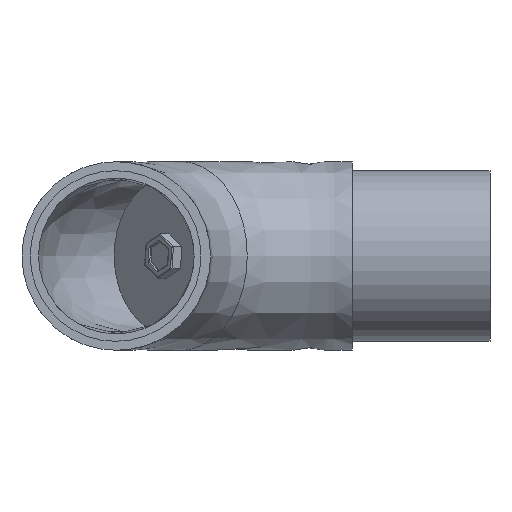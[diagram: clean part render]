
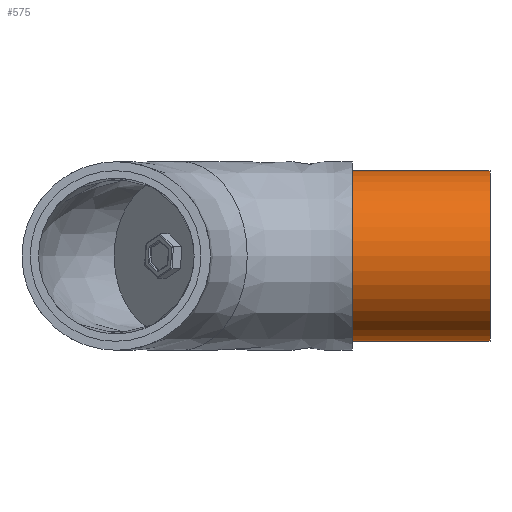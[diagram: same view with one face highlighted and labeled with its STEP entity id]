
A CAD part, left-side view. The second image highlights one B-rep face of the part: STEP entity #575.
In plain terms, the highlighted cylindrical face has radius 15.5 mm (diameter 31 mm), a full revolution.
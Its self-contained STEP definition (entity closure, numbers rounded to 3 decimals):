
#519=FACE_BOUND('',#698,.T.);
#520=FACE_BOUND('',#699,.T.);
#553=CYLINDRICAL_SURFACE('',#1222,15.5);
#575=ADVANCED_FACE('',(#519,#520),#553,.T.);
#698=EDGE_LOOP('',(#814));
#699=EDGE_LOOP('',(#815));
#772=CIRCLE('',#1220,15.5);
#773=CIRCLE('',#1221,15.5);
#814=ORIENTED_EDGE('',*,*,#1095,.F.);
#815=ORIENTED_EDGE('',*,*,#1096,.T.);
#1023=VERTEX_POINT('',#1706);
#1024=VERTEX_POINT('',#1708);
#1095=EDGE_CURVE('',#1023,#1023,#772,.T.);
#1096=EDGE_CURVE('',#1024,#1024,#773,.T.);
#1220=AXIS2_PLACEMENT_3D('',#1705,#1317,#1318);
#1221=AXIS2_PLACEMENT_3D('',#1707,#1319,#1320);
#1222=AXIS2_PLACEMENT_3D('',#1709,#1321,#1322);
#1317=DIRECTION('',(0.,-1.,0.));
#1318=DIRECTION('',(1.,0.,0.));
#1319=DIRECTION('',(0.,-1.,0.));
#1320=DIRECTION('',(1.,0.,0.));
#1321=DIRECTION('',(0.,1.,0.));
#1322=DIRECTION('',(0.,0.,1.));
#1705=CARTESIAN_POINT('',(43.,-25.,0.));
#1706=CARTESIAN_POINT('',(58.5,-25.,0.));
#1707=CARTESIAN_POINT('',(43.,0.,0.));
#1708=CARTESIAN_POINT('',(58.5,0.,0.));
#1709=CARTESIAN_POINT('',(43.,-25.,0.));
